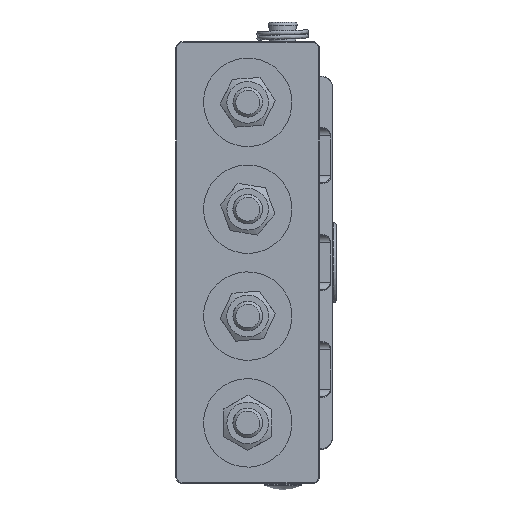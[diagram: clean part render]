
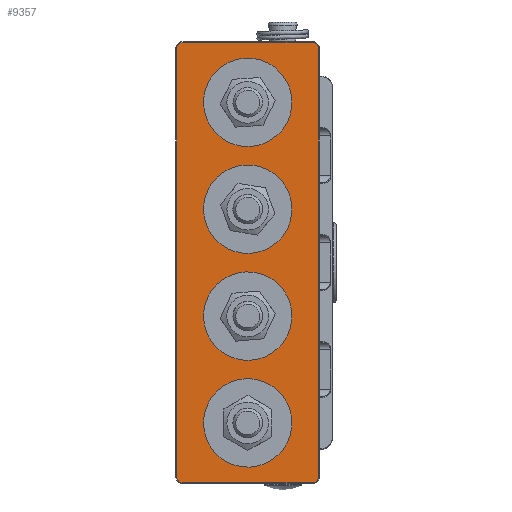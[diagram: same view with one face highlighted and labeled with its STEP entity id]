
A CAD part, front view. The second image highlights one B-rep face of the part: STEP entity #9357.
In plain terms, the highlighted planar face has unit normal (0, -1, 0).
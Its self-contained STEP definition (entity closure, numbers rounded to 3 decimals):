
#604=FACE_BOUND('',#1984,.T.);
#605=FACE_BOUND('',#1985,.T.);
#606=FACE_BOUND('',#1986,.T.);
#607=FACE_BOUND('',#1987,.T.);
#742=PLANE('',#10495);
#1259=FACE_OUTER_BOUND('',#1983,.T.);
#1983=EDGE_LOOP('',(#7851,#7852,#7853,#7854,#7855,#7856,#7857,#7858));
#1984=EDGE_LOOP('',(#7859));
#1985=EDGE_LOOP('',(#7860));
#1986=EDGE_LOOP('',(#7861));
#1987=EDGE_LOOP('',(#7862));
#2493=LINE('',#17279,#2937);
#2494=LINE('',#17283,#2938);
#2495=LINE('',#17287,#2939);
#2496=LINE('',#17291,#2940);
#2937=VECTOR('',#13039,10.);
#2938=VECTOR('',#13042,10.);
#2939=VECTOR('',#13045,10.);
#2940=VECTOR('',#13048,10.);
#3504=CIRCLE('',#10389,4.);
#3536=CIRCLE('',#10455,4.);
#3558=CIRCLE('',#10496,1.8);
#3559=CIRCLE('',#10497,1.8);
#3560=CIRCLE('',#10498,1.8);
#3561=CIRCLE('',#10499,1.8);
#3562=CIRCLE('',#10500,4.);
#3563=CIRCLE('',#10501,4.);
#4267=VERTEX_POINT('',#16857);
#4322=VERTEX_POINT('',#17107);
#4362=VERTEX_POINT('',#17277);
#4363=VERTEX_POINT('',#17278);
#4364=VERTEX_POINT('',#17280);
#4365=VERTEX_POINT('',#17282);
#4366=VERTEX_POINT('',#17284);
#4367=VERTEX_POINT('',#17286);
#4368=VERTEX_POINT('',#17288);
#4369=VERTEX_POINT('',#17290);
#4370=VERTEX_POINT('',#17293);
#4371=VERTEX_POINT('',#17295);
#5424=EDGE_CURVE('',#4267,#4267,#3504,.T.);
#5506=EDGE_CURVE('',#4322,#4322,#3536,.T.);
#5561=EDGE_CURVE('',#4362,#4363,#2493,.T.);
#5562=EDGE_CURVE('',#4364,#4362,#3558,.T.);
#5563=EDGE_CURVE('',#4365,#4364,#2494,.T.);
#5564=EDGE_CURVE('',#4366,#4365,#3559,.T.);
#5565=EDGE_CURVE('',#4367,#4366,#2495,.T.);
#5566=EDGE_CURVE('',#4368,#4367,#3560,.T.);
#5567=EDGE_CURVE('',#4369,#4368,#2496,.T.);
#5568=EDGE_CURVE('',#4363,#4369,#3561,.T.);
#5569=EDGE_CURVE('',#4370,#4370,#3562,.T.);
#5570=EDGE_CURVE('',#4371,#4371,#3563,.T.);
#7851=ORIENTED_EDGE('',*,*,#5561,.F.);
#7852=ORIENTED_EDGE('',*,*,#5562,.F.);
#7853=ORIENTED_EDGE('',*,*,#5563,.F.);
#7854=ORIENTED_EDGE('',*,*,#5564,.F.);
#7855=ORIENTED_EDGE('',*,*,#5565,.F.);
#7856=ORIENTED_EDGE('',*,*,#5566,.F.);
#7857=ORIENTED_EDGE('',*,*,#5567,.F.);
#7858=ORIENTED_EDGE('',*,*,#5568,.F.);
#7859=ORIENTED_EDGE('',*,*,#5506,.F.);
#7860=ORIENTED_EDGE('',*,*,#5569,.F.);
#7861=ORIENTED_EDGE('',*,*,#5424,.F.);
#7862=ORIENTED_EDGE('',*,*,#5570,.F.);
#9357=ADVANCED_FACE('',(#1259,#604,#605,#606,#607),#742,.T.);
#10389=AXIS2_PLACEMENT_3D('',#16859,#12782,#12783);
#10455=AXIS2_PLACEMENT_3D('',#17109,#12938,#12939);
#10495=AXIS2_PLACEMENT_3D('',#17276,#13037,#13038);
#10496=AXIS2_PLACEMENT_3D('',#17281,#13040,#13041);
#10497=AXIS2_PLACEMENT_3D('',#17285,#13043,#13044);
#10498=AXIS2_PLACEMENT_3D('',#17289,#13046,#13047);
#10499=AXIS2_PLACEMENT_3D('',#17292,#13049,#13050);
#10500=AXIS2_PLACEMENT_3D('',#17294,#13051,#13052);
#10501=AXIS2_PLACEMENT_3D('',#17296,#13053,#13054);
#12782=DIRECTION('center_axis',(0.,-1.,0.));
#12783=DIRECTION('ref_axis',(0.288,0.,0.958));
#12938=DIRECTION('center_axis',(0.,-1.,0.));
#12939=DIRECTION('ref_axis',(0.288,0.,0.958));
#13037=DIRECTION('center_axis',(0.,-1.,0.));
#13038=DIRECTION('ref_axis',(1.,0.,0.));
#13039=DIRECTION('',(0.,0.,-1.));
#13040=DIRECTION('center_axis',(0.,1.,0.));
#13041=DIRECTION('ref_axis',(0.707,0.,0.707));
#13042=DIRECTION('',(1.,0.,0.));
#13043=DIRECTION('center_axis',(0.,1.,0.));
#13044=DIRECTION('ref_axis',(-0.707,0.,0.707));
#13045=DIRECTION('',(0.,0.,1.));
#13046=DIRECTION('center_axis',(0.,1.,0.));
#13047=DIRECTION('ref_axis',(-0.707,0.,-0.707));
#13048=DIRECTION('',(-1.,0.,0.));
#13049=DIRECTION('center_axis',(0.,1.,0.));
#13050=DIRECTION('ref_axis',(0.707,0.,-0.707));
#13051=DIRECTION('center_axis',(0.,-1.,0.));
#13052=DIRECTION('ref_axis',(0.288,0.,0.958));
#13053=DIRECTION('center_axis',(0.,-1.,0.));
#13054=DIRECTION('ref_axis',(0.288,0.,0.958));
#16857=CARTESIAN_POINT('',(-1.153,0.,-18.33));
#16859=CARTESIAN_POINT('Origin',(0.,0.,
-14.5));
#17107=CARTESIAN_POINT('',(-1.153,0.,39.67));
#17109=CARTESIAN_POINT('Origin',(0.,0.,
43.5));
#17276=CARTESIAN_POINT('Origin',(-19.5,0.,0.));
#17277=CARTESIAN_POINT('',(19.3,0.,58.));
#17278=CARTESIAN_POINT('',(19.3,0.,-58.));
#17279=CARTESIAN_POINT('',(19.3,0.,0.));
#17280=CARTESIAN_POINT('',(17.5,0.,59.8));
#17281=CARTESIAN_POINT('Origin',(17.5,0.,58.));
#17282=CARTESIAN_POINT('',(-17.5,0.,59.8));
#17283=CARTESIAN_POINT('',(-8.522,0.,59.8));
#17284=CARTESIAN_POINT('',(-19.3,0.,58.));
#17285=CARTESIAN_POINT('Origin',(-17.5,0.,58.));
#17286=CARTESIAN_POINT('',(-19.3,0.,-58.));
#17287=CARTESIAN_POINT('',(-19.3,0.,0.));
#17288=CARTESIAN_POINT('',(-17.5,0.,-59.8));
#17289=CARTESIAN_POINT('Origin',(-17.5,0.,-58.));
#17290=CARTESIAN_POINT('',(17.5,0.,-59.8));
#17291=CARTESIAN_POINT('',(-8.522,0.,-59.8));
#17292=CARTESIAN_POINT('Origin',(17.5,0.,-58.));
#17293=CARTESIAN_POINT('',(-1.153,0.,10.67));
#17294=CARTESIAN_POINT('Origin',(0.,0.,
14.5));
#17295=CARTESIAN_POINT('',(-1.153,0.,-47.33));
#17296=CARTESIAN_POINT('Origin',(0.,0.,
-43.5));
